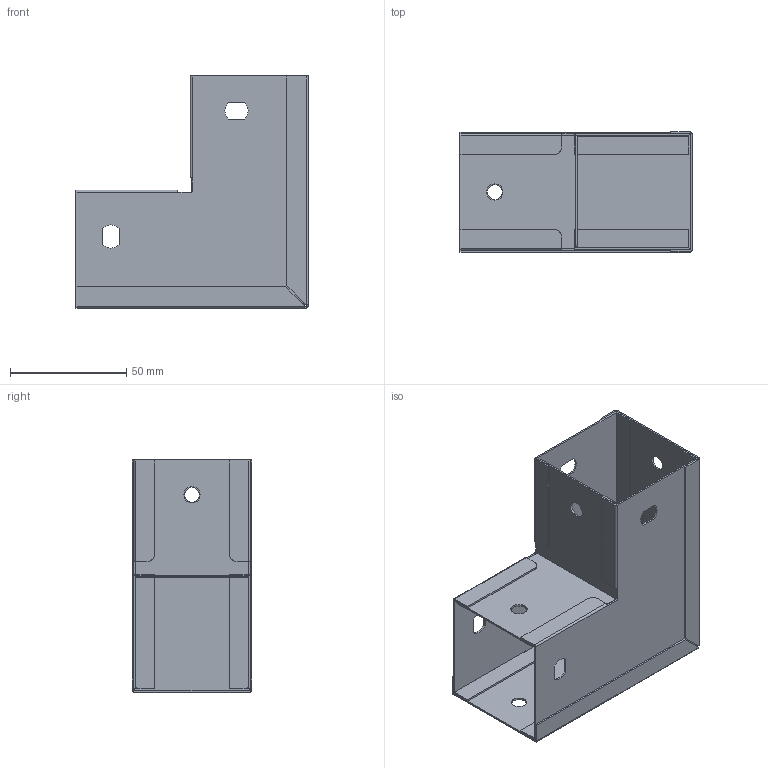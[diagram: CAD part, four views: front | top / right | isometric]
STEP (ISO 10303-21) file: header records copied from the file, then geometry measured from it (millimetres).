
FILE_DESCRIPTION (( 'STEP AP203' ), '1' );
FILE_NAME ('Óãîë âåðòèêàëüíûé âíèç 90°_39002.STEP', '2012-11-12T08:01:40', ( 'Àñååâ' ), ( '' ), 'SwSTEP 2.0', 'SolidWorks 2012', '' );
FILE_SCHEMA (( 'CONFIG_CONTROL_DESIGN' ));
Length unit declared in the file: millimetre
Products named in the file (5): 鱼铍 忮痱桕嚯 忭桤 90癬39002; PZ05AM; CD9005AM; PB05AM; PA05AM
Assembly tree (5 placements, depth 3):
  鱼铍 忮痱桕嚯 忭桤 90癬39002
    CD9005AM
      PA05AM
      PB05AM  x2
    PZ05AM
Bounding box: 100.01 x 51.6 x 100 mm (x, y, z)
Volume: 29647.6 mm3; surface area: 75699.3 mm2
Topology: 4 solids, 4 shells, 216 faces, 512 edges, 304 vertices
Faces by surface type: plane 122, cylinder 84, bspline 10
Full cylindrical faces by diameter (mm): 6.4 x2, 7 x2
Entity records: 5029 total; most frequent: CARTESIAN_POINT 1023, DIRECTION 728, ORIENTED_EDGE 708, EDGE_CURVE 354, AXIS2_PLACEMENT_3D 257, VECTOR 214, LINE 214, VERTEX_POINT 212
